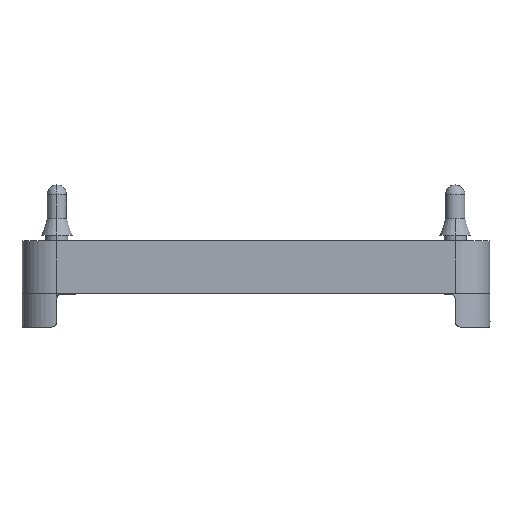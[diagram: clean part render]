
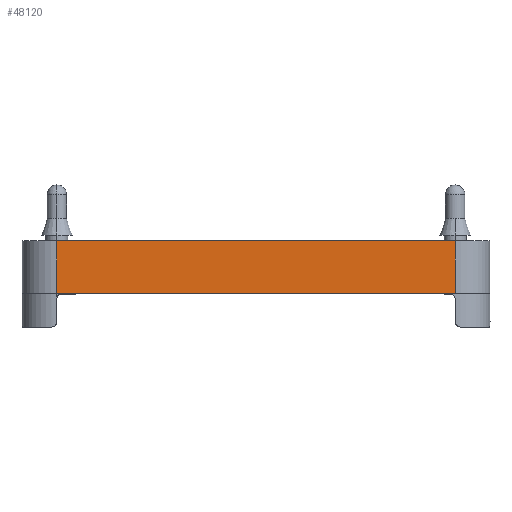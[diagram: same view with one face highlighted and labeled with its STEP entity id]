
A CAD part, left-side view. The second image highlights one B-rep face of the part: STEP entity #48120.
In plain terms, the highlighted planar face has unit normal (-1, 0, 0).
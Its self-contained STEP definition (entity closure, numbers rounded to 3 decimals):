
#943=CARTESIAN_POINT('',(-42.0,35.715,-2.0));
#944=VERTEX_POINT('',#943);
#5631=CARTESIAN_POINT('',(-42.0,-35.715,-2.0));
#5632=VERTEX_POINT('',#5631);
#5640=CARTESIAN_POINT('',(-42.0,-35.715,-2.0));
#5641=DIRECTION('',(0.0,1.0,0.0));
#5642=VECTOR('',#5641,71.429);
#5643=LINE('',#5640,#5642);
#5644=EDGE_CURVE('',#5632,#944,#5643,.T.);
#46454=CARTESIAN_POINT('',(-42.,-35.75,-2.0));
#46455=VERTEX_POINT('',#46454);
#46463=CARTESIAN_POINT('',(-42.,-35.75,-2.0));
#46464=DIRECTION('',(0.,1.0,0.0));
#46465=VECTOR('',#46464,0.035);
#46466=LINE('',#46463,#46465);
#46467=EDGE_CURVE('',#46455,#5632,#46466,.T.);
#46528=CARTESIAN_POINT('',(-42.,35.75,-2.0));
#46529=VERTEX_POINT('',#46528);
#46547=CARTESIAN_POINT('',(-42.0,35.715,-2.0));
#46548=DIRECTION('',(0.,1.0,0.0));
#46549=VECTOR('',#46548,0.035);
#46550=LINE('',#46547,#46549);
#46551=EDGE_CURVE('',#944,#46529,#46550,.T.);
#48088=CARTESIAN_POINT('',(-42.,-35.75,-2.0));
#48089=DIRECTION('',(-1.0,0.0,0.0));
#48090=DIRECTION('',(0.0,0.0,1.0));
#48091=AXIS2_PLACEMENT_3D('',#48088,#48089,#48090);
#48092=PLANE('',#48091);
#48093=CARTESIAN_POINT('',(-42.,-35.75,7.5));
#48094=VERTEX_POINT('',#48093);
#48095=CARTESIAN_POINT('',(-42.,-35.75,-2.0));
#48096=DIRECTION('',(0.0,0.0,1.0));
#48097=VECTOR('',#48096,9.5);
#48098=LINE('',#48095,#48097);
#48099=EDGE_CURVE('',#46455,#48094,#48098,.T.);
#48100=ORIENTED_EDGE('',*,*,#48099,.T.);
#48101=CARTESIAN_POINT('',(-42.,35.75,7.5));
#48102=VERTEX_POINT('',#48101);
#48103=CARTESIAN_POINT('',(-42.,-35.75,7.5));
#48104=DIRECTION('',(0.0,1.0,0.0));
#48105=VECTOR('',#48104,71.5);
#48106=LINE('',#48103,#48105);
#48107=EDGE_CURVE('',#48094,#48102,#48106,.T.);
#48108=ORIENTED_EDGE('',*,*,#48107,.T.);
#48109=CARTESIAN_POINT('',(-42.,35.75,-2.0));
#48110=DIRECTION('',(0.0,0.0,1.0));
#48111=VECTOR('',#48110,9.5);
#48112=LINE('',#48109,#48111);
#48113=EDGE_CURVE('',#46529,#48102,#48112,.T.);
#48114=ORIENTED_EDGE('',*,*,#48113,.F.);
#48115=ORIENTED_EDGE('',*,*,#46551,.F.);
#48116=ORIENTED_EDGE('',*,*,#5644,.F.);
#48117=ORIENTED_EDGE('',*,*,#46467,.F.);
#48118=EDGE_LOOP('',(#48100,#48108,#48114,#48115,#48116,#48117));
#48119=FACE_OUTER_BOUND('',#48118,.T.);
#48120=ADVANCED_FACE('',(#48119),#48092,.T.);
